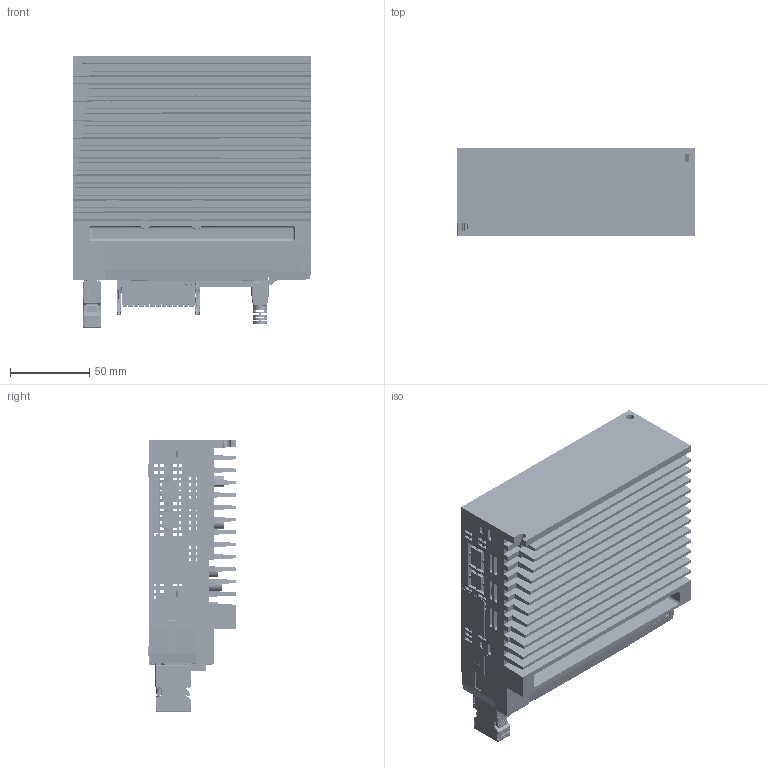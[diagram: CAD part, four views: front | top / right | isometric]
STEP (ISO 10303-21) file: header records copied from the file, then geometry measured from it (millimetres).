
FILE_DESCRIPTION((''),'2;1');
FILE_NAME('M56S-23A0ECN','2023-08-15T16:32:49',('ms27526'),(''),'CREO PARAMETRIC BY PTC INC, 2018100','CREO PARAMETRIC BY PTC INC, 2018100','');
FILE_SCHEMA(('CONFIG_CONTROL_DESIGN'));
Products named in the file (1): M56S-23A0ECN
Bounding box: 150.3 x 55.2 x 171.63 mm (x, y, z)
Volume: 264576.1 mm3; surface area: 308003.1 mm2
Topology: 31 solids, 83 shells, 15569 faces, 42310 edges, 26528 vertices
Faces by surface type: plane 8466, cylinder 4560, cone 1148, bspline 733, torus 443, sphere 181, extrusion 38
Entity records: 544820 total; most frequent: CARTESIAN_POINT 158172, ORIENTED_EDGE 82867, DIRECTION 76467, EDGE_CURVE 41812, VECTOR 27919, LINE 27881, VERTEX_POINT 26519, AXIS2_PLACEMENT_3D 24274
